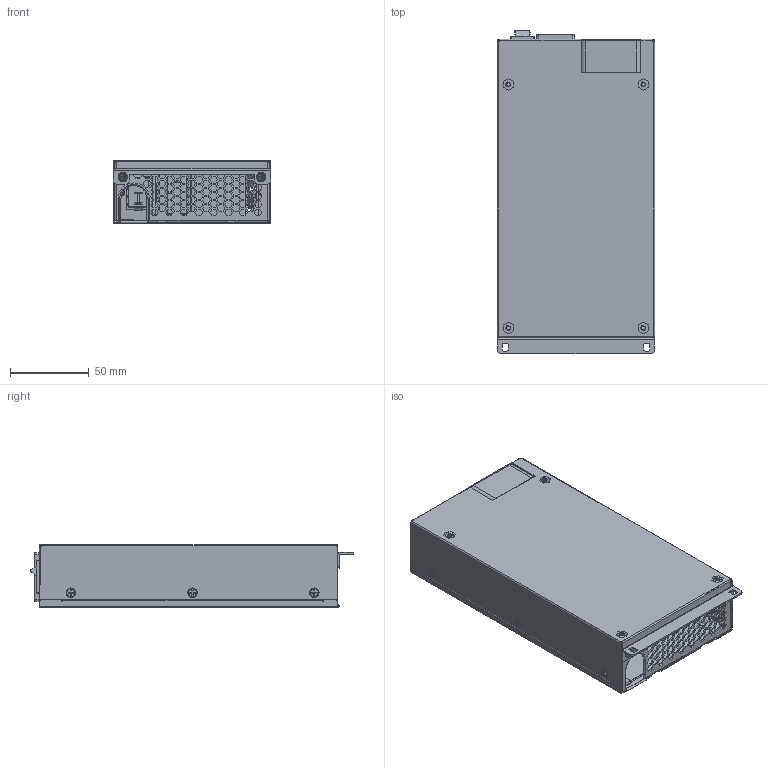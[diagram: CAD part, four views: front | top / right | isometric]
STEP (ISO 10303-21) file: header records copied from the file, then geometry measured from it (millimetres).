
FILE_DESCRIPTION((''),'2;1');
FILE_NAME('U1A-C20600-D_ASM','2020-09-18T',('IPC56'),(''),'PRO/ENGINEER BY PARAMETRIC TECHNOLOGY CORPORATION, 2010480','PRO/ENGINEER BY PARAMETRIC TECHNOLOGY CORPORATION, 2010480','');
FILE_SCHEMA(('CONFIG_CONTROL_DESIGN','SHAPE_APPEARANCE_LAYERS_GROUPS'));
Products named in the file (12): XIAGAI; C10600SHANGGAI; BINGTOULUOSI; PCB; 40FENGSHAN; IOZUO; U1ACZUO; BVLUOZHU; XIAMAILAPIAN; SHANGMAILAPIAN; BIANTIAO; U1A-C20600-D_ASM
Assembly tree (26 placements, depth 2):
  U1A-C20600-D_ASM
    XIAGAI
    C10600SHANGGAI
    BINGTOULUOSI  x13
    PCB
    40FENGSHAN
    IOZUO
    U1ACZUO
    BVLUOZHU  x4
    XIAMAILAPIAN
    SHANGMAILAPIAN
    BIANTIAO
Bounding box: 100 x 205.67 x 40 mm (x, y, z)
Surface area: 278113.5 mm2 (no closed solid volume)
Topology: 0 solids, 31 shells, 2361 faces, 6436 edges, 4176 vertices
Faces by surface type: plane 1369, cylinder 617, bspline 242, cone 78, torus 55
Entity records: 78402 total; most frequent: CARTESIAN_POINT 21911, ORIENTED_EDGE 9446, DIRECTION 8052, EDGE_CURVE 4723, PRESENTATION_STYLE_ASSIGNMENT 4353, STYLED_ITEM 4353, CURVE_STYLE 4347, VECTOR 3376
